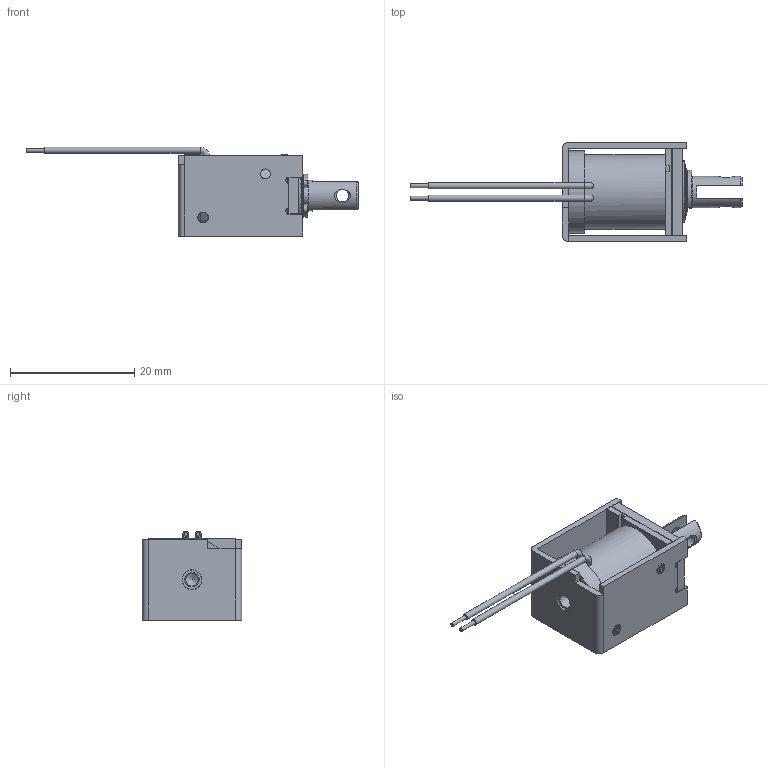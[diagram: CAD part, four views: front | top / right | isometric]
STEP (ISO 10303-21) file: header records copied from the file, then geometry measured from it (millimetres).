
FILE_DESCRIPTION(/* description */ ('Unknown'),/* implementation_level */ '2;1');
FILE_NAME(/* name */ 'K0520L',/* time_stamp */ '2019-06-10T13:02:59+02:00',/* author */ ('Unknown'),/* organization */ ('Unknown'),/* preprocessor_version */ 'ST-DEVELOPER v16.7',/* originating_system */ 'DEX',/* authorisation */ $);
FILE_SCHEMA (('AUTOMOTIVE_DESIGN {1 0 10303 214 3 1 1}'));
Length unit declared in the file: millimetre
Products named in the file (9): K0520L; BD131101; BD020311; DD05201R; BD031092壓縮0.9mm; DA050051; DE05101R; DB052291; K0520S標準品線圈
Assembly tree (8 placements, depth 2):
  K0520L
    BD131101
    BD020311
    DD05201R
    BD031092壓縮0.9mm
    DA050051
    DE05101R
    DB052291
    K0520S標準品線圈
Bounding box: 53.4 x 16 x 14.4 mm (x, y, z)
Volume: 3005.2 mm3; surface area: 4766.4 mm2
Topology: 8 solids, 8 shells, 167 faces, 386 edges, 248 vertices
Faces by surface type: plane 88, cylinder 55, cone 21, torus 2, bspline 1
Full cylindrical faces by diameter (mm): 0.6 x2, 0.8 x1, 1 x4, 1.6 x4, 2 x2, 2.02 x1, 2.3 x1, 3 x1, 3.1 x1, 3.2 x1, 5 x2, 5.2 x1, 5.3 x1, 6.2 x1, 6.3 x1, 6.4 x1, 6.5 x1, 11 x2, 11.1 x1, 12 x1, 13.2 x1
Entity records: 8062 total; most frequent: CARTESIAN_POINT 4148, DIRECTION 808, ORIENTED_EDGE 654, EDGE_CURVE 327, AXIS2_PLACEMENT_3D 312, FACE_BOUND 249, EDGE_LOOP 248, VERTEX_POINT 240
